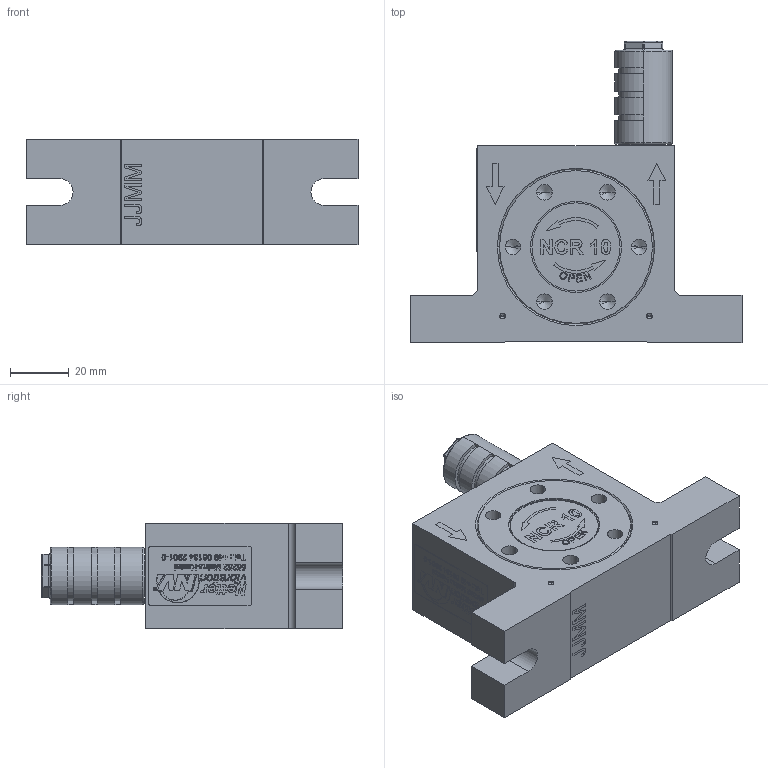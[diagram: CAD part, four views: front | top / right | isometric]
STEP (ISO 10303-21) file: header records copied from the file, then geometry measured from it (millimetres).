
FILE_DESCRIPTION (( 'STEP AP214' ), '1' );
FILE_NAME ('NCR 10 Rollenvibrator #01710000.STEP', '2022-02-18T12:07:43', ( '' ), ( '' ), 'SwSTEP 2.0', 'SolidWorks 2015', '' );
FILE_SCHEMA (( 'AUTOMOTIVE_DESIGN' ));
Length unit declared in the file: millimetre
Products named in the file (1): NCR 10 Rollenvibrator #01710000
Bounding box: 113 x 102.5 x 36 mm (x, y, z)
Volume: 179683.2 mm3; surface area: 49376.2 mm2
Topology: 8 solids, 8 shells, 432 faces, 1756 edges, 1445 vertices
Faces by surface type: plane 237, cylinder 106, cone 56, torus 13, bspline 12, sphere 8
Entity records: 25359 total; most frequent: CARTESIAN_POINT 10338, ORIENTED_EDGE 3432, DIRECTION 2293, EDGE_CURVE 1716, VERTEX_POINT 1445, LINE 947, VECTOR 947, AXIS2_PLACEMENT_3D 673
